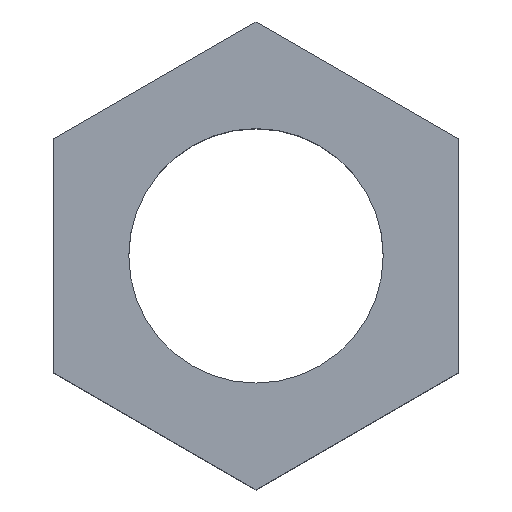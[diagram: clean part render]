
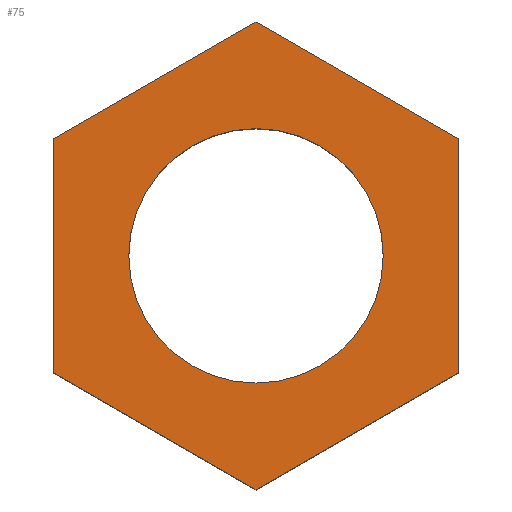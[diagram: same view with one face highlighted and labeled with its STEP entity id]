
A CAD part, top view. The second image highlights one B-rep face of the part: STEP entity #75.
In plain terms, the highlighted planar face has unit normal (0, 0, 1).
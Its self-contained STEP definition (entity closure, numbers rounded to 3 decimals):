
#75 = ADVANCED_FACE( '', ( #85, #86 ), #87, .F. );
#85 = FACE_OUTER_BOUND( '', #106, .T. );
#86 = FACE_BOUND( '', #107, .T. );
#87 = PLANE( '', #108 );
#106 = EDGE_LOOP( '', ( #127, #128, #129, #130, #131, #132 ) );
#107 = EDGE_LOOP( '', ( #133 ) );
#108 = AXIS2_PLACEMENT_3D( '', #134, #135, #136 );
#127 = ORIENTED_EDGE( '', *, *, #194, .F. );
#128 = ORIENTED_EDGE( '', *, *, #195, .F. );
#129 = ORIENTED_EDGE( '', *, *, #196, .F. );
#130 = ORIENTED_EDGE( '', *, *, #197, .F. );
#131 = ORIENTED_EDGE( '', *, *, #198, .F. );
#132 = ORIENTED_EDGE( '', *, *, #199, .F. );
#133 = ORIENTED_EDGE( '', *, *, #200, .T. );
#134 = CARTESIAN_POINT( '', ( 6.365, 11.025, 6.3 ) );
#135 = DIRECTION( '', ( 0., 0., -1. ) );
#136 = DIRECTION( '', ( -1., 0., 0. ) );
#194 = EDGE_CURVE( '', #214, #215, #216, .T. );
#195 = EDGE_CURVE( '', #217, #214, #218, .T. );
#196 = EDGE_CURVE( '', #219, #217, #220, .T. );
#197 = EDGE_CURVE( '', #221, #219, #222, .T. );
#198 = EDGE_CURVE( '', #223, #221, #224, .T. );
#199 = EDGE_CURVE( '', #215, #223, #225, .T. );
#200 = EDGE_CURVE( '', #226, #226, #227, .T. );
#214 = VERTEX_POINT( '', #248 );
#215 = VERTEX_POINT( '', #249 );
#216 = LINE( '', #250, #251 );
#217 = VERTEX_POINT( '', #252 );
#218 = LINE( '', #253, #254 );
#219 = VERTEX_POINT( '', #255 );
#220 = LINE( '', #256, #257 );
#221 = VERTEX_POINT( '', #258 );
#222 = LINE( '', #259, #260 );
#223 = VERTEX_POINT( '', #261 );
#224 = LINE( '', #262, #263 );
#225 = LINE( '', #264, #265 );
#226 = VERTEX_POINT( '', #266 );
#227 = CIRCLE( '', #267, 4. );
#248 = CARTESIAN_POINT( '', ( -6.365, 3.675, 6.3 ) );
#249 = CARTESIAN_POINT( '', ( 0., 7.35, 6.3 ) );
#250 = CARTESIAN_POINT( '', ( -6.365, 3.675, 6.3 ) );
#251 = VECTOR( '', #300, 1000. );
#252 = CARTESIAN_POINT( '', ( -6.365, -3.675, 6.3 ) );
#253 = CARTESIAN_POINT( '', ( -6.365, -3.675, 6.3 ) );
#254 = VECTOR( '', #301, 1000. );
#255 = CARTESIAN_POINT( '', ( 0., -7.35, 6.3 ) );
#256 = CARTESIAN_POINT( '', ( 0., -7.35, 6.3 ) );
#257 = VECTOR( '', #302, 1000. );
#258 = CARTESIAN_POINT( '', ( 6.365, -3.675, 6.3 ) );
#259 = CARTESIAN_POINT( '', ( 6.365, -3.675, 6.3 ) );
#260 = VECTOR( '', #303, 1000. );
#261 = CARTESIAN_POINT( '', ( 6.365, 3.675, 6.3 ) );
#262 = CARTESIAN_POINT( '', ( 6.365, 3.675, 6.3 ) );
#263 = VECTOR( '', #304, 1000. );
#264 = CARTESIAN_POINT( '', ( 0., 7.35, 6.3 ) );
#265 = VECTOR( '', #305, 1000. );
#266 = CARTESIAN_POINT( '', ( 3.464, 2., 6.3 ) );
#267 = AXIS2_PLACEMENT_3D( '', #306, #307, #308 );
#300 = DIRECTION( '', ( 0.866, 0.5, 0. ) );
#301 = DIRECTION( '', ( 0., 1., 0. ) );
#302 = DIRECTION( '', ( -0.866, 0.5, 0. ) );
#303 = DIRECTION( '', ( -0.866, -0.5, 0. ) );
#304 = DIRECTION( '', ( 0., -1., 0. ) );
#305 = DIRECTION( '', ( 0.866, -0.5, 0. ) );
#306 = CARTESIAN_POINT( '', ( 0., 0., 6.3 ) );
#307 = DIRECTION( '', ( 0., 0., -1. ) );
#308 = DIRECTION( '', ( 0.866, 0.5, 0. ) );
